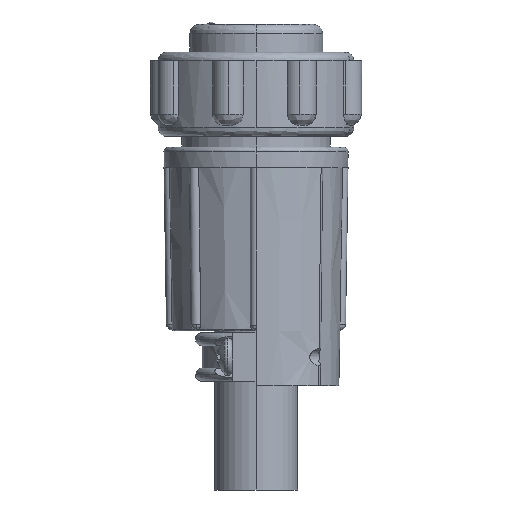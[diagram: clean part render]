
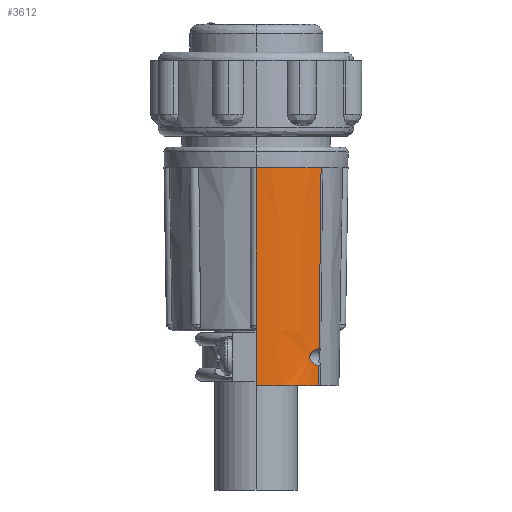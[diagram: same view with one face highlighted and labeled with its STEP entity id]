
A CAD part, left-side view. The second image highlights one B-rep face of the part: STEP entity #3612.
In plain terms, the highlighted conical face has half-angle 0.9 degrees and reference radius 12.529 mm.
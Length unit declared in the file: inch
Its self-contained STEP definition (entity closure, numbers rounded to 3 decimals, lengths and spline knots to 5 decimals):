
#12 = ORIENTED_EDGE ( 'NONE', *, *, #777, .F. ) ;
#26 = VERTEX_POINT ( 'NONE', #1908 ) ;
#58 = EDGE_CURVE ( 'NONE', #1042, #6064, #6980, .T. ) ;
#81 = EDGE_CURVE ( 'NONE', #6064, #26, #3260, .T. ) ;
#296 = CARTESIAN_POINT ( 'NONE',  ( -0.36914, -0.3019, -1.81406 ) ) ;
#297 = ORIENTED_EDGE ( 'NONE', *, *, #81, .T. ) ;
#630 = ORIENTED_EDGE ( 'NONE', *, *, #1796, .T. ) ;
#777 = EDGE_CURVE ( 'NONE', #9438, #3027, #6632, .T. ) ;
#857 = EDGE_CURVE ( 'NONE', #26, #3027, #6964, .T. ) ;
#991 = AXIS2_PLACEMENT_3D ( 'NONE', #5046, #5055, #5014 ) ;
#1042 = VERTEX_POINT ( 'NONE', #3685 ) ;
#1515 = LINE ( 'NONE', #6663, #1644 ) ;
#1543 = EDGE_CURVE ( 'NONE', #9438, #6717, #1515, .T. ) ;
#1644 = VECTOR ( 'NONE', #9089, 39.37008 ) ;
#1734 = CARTESIAN_POINT ( 'NONE',  ( -0.47489, 0., -1.9375 ) ) ;
#1796 = EDGE_CURVE ( 'NONE', #2122, #1042, #3108, .T. ) ;
#1908 = CARTESIAN_POINT ( 'NONE',  ( -0.3488, -0.3488, -0.7675 ) ) ;
#2122 = VERTEX_POINT ( 'NONE', #7837 ) ;
#2136 = ORIENTED_EDGE ( 'NONE', *, *, #2217, .T. ) ;
#2217 = EDGE_CURVE ( 'NONE', #6717, #2122, #6861, .T. ) ;
#2978 = VECTOR ( 'NONE', #4556, 39.37008 ) ;
#3027 = VERTEX_POINT ( 'NONE', #8698 ) ;
#3108 = LINE ( 'NONE', #4272, #2978 ) ;
#3260 = LINE ( 'NONE', #7500, #3287 ) ;
#3271 = CARTESIAN_POINT ( 'NONE',  ( -0.34315, -0.33287, -1.73844 ) ) ;
#3287 = VECTOR ( 'NONE', #7475, 39.37008 ) ;
#3326 = CARTESIAN_POINT ( 'NONE',  ( -0.34812, -0.32763, -1.73964 ) ) ;
#3368 = AXIS2_PLACEMENT_3D ( 'NONE', #5403, #5396, #5387 ) ;
#3612 = ADVANCED_FACE ( 'NONE', ( #4725 ), #4957, .T. ) ;
#3658 = ORIENTED_EDGE ( 'NONE', *, *, #58, .T. ) ;
#3685 = CARTESIAN_POINT ( 'NONE',  ( -0.33701, -0.33701, -1.82896 ) ) ;
#4204 = CARTESIAN_POINT ( 'NONE',  ( -0.34215, -0.33186, -1.82873 ) ) ;
#4272 = CARTESIAN_POINT ( 'NONE',  ( -0.35002, -0.35002, -0.6575 ) ) ;
#4373 = CARTESIAN_POINT ( 'NONE',  ( -0.37286, -0.29738, -1.80953 ) ) ;
#4556 = DIRECTION ( 'NONE',  ( -0.011, -0.011, 1. ) ) ;
#4725 = FACE_OUTER_BOUND ( 'NONE', #6827, .T. ) ;
#4852 = CARTESIAN_POINT ( 'NONE',  ( -0.34707, -0.32674, -1.82766 ) ) ;
#4888 = CARTESIAN_POINT ( 'NONE',  ( -0.33701, -0.33701, -1.82896 ) ) ;
#4957 = CONICAL_SURFACE ( 'NONE', #991, 0.49327, 0.016 ) ;
#4973 = CARTESIAN_POINT ( 'NONE',  ( -0.37713, -0.29214, -1.80098 ) ) ;
#4987 = CARTESIAN_POINT ( 'NONE',  ( -0.37832, -0.29066, -1.79783 ) ) ;
#5003 = CARTESIAN_POINT ( 'NONE',  ( -0.35648, -0.31653, -1.82393 ) ) ;
#5014 = DIRECTION ( 'NONE',  ( 1., 0., 0. ) ) ;
#5016 = CARTESIAN_POINT ( 'NONE',  ( -0.37308, -0.29836, -1.75844 ) ) ;
#5035 = CARTESIAN_POINT ( 'NONE',  ( -0.36964, -0.30273, -1.75386 ) ) ;
#5046 = CARTESIAN_POINT ( 'NONE',  ( 0., 0., -0.7675 ) ) ;
#5055 = DIRECTION ( 'NONE',  ( 0., 0., 1. ) ) ;
#5064 = CARTESIAN_POINT ( 'NONE',  ( -0.36777, -0.30505, -1.75182 ) ) ;
#5099 = CARTESIAN_POINT ( 'NONE',  ( -0.37853, -0.29112, -1.7698 ) ) ;
#5114 = CARTESIAN_POINT ( 'NONE',  ( -0.3774, -0.29267, -1.76669 ) ) ;
#5132 = CARTESIAN_POINT ( 'NONE',  ( -0.37468, -0.29628, -1.76102 ) ) ;
#5144 = CARTESIAN_POINT ( 'NONE',  ( -0.38047, -0.28811, -1.78744 ) ) ;
#5152 = CARTESIAN_POINT ( 'NONE',  ( -0.36178, -0.31231, -1.74632 ) ) ;
#5157 = CARTESIAN_POINT ( 'NONE',  ( -0.38052, -0.28823, -1.7802 ) ) ;
#5168 = CARTESIAN_POINT ( 'NONE',  ( -0.3801, -0.28888, -1.77657 ) ) ;
#5387 = DIRECTION ( 'NONE',  ( 1., 0., 0. ) ) ;
#5396 = DIRECTION ( 'NONE',  ( 0., 0., -1. ) ) ;
#5403 = CARTESIAN_POINT ( 'NONE',  ( 0., 0., -0.7675 ) ) ;
#5841 = CARTESIAN_POINT ( 'NONE',  ( -0.36101, -0.3114, -1.82122 ) ) ;
#6028 = AXIS2_PLACEMENT_3D ( 'NONE', #9407, #8670, #8596 ) ;
#6064 = VERTEX_POINT ( 'NONE', #6567 ) ;
#6483 = CARTESIAN_POINT ( 'NONE',  ( -0.38, -0.28864, -1.79106 ) ) ;
#6567 = CARTESIAN_POINT ( 'NONE',  ( -0.33801, -0.33801, -1.7381 ) ) ;
#6632 = LINE ( 'NONE', #9723, #6643 ) ;
#6643 = VECTOR ( 'NONE', #8244, 39.37008 ) ;
#6663 = CARTESIAN_POINT ( 'NONE',  ( -0.495, 0., -0.6575 ) ) ;
#6717 = VERTEX_POINT ( 'NONE', #1734 ) ;
#6827 = EDGE_LOOP ( 'NONE', ( #2136, #630, #3658, #297, #9382, #12, #7217 ) ) ;
#6861 = CIRCLE ( 'NONE', #6028, 0.47489 ) ;
#6964 = CIRCLE ( 'NONE', #3368, 0.49327 ) ;
#6980 = B_SPLINE_CURVE_WITH_KNOTS ( 'NONE', 3,
 ( #4888, #4204, #4852, #5003, #5841, #296, #4373, #4973, #4987, #6483, #5144, #5157, #5168, #5099, #5114, #5132, #5016, #5035, #5064, #5152, #9583, #3326, #3271, #8712 ),
 .UNSPECIFIED., .F., .F.,
 ( 4, 2, 2, 2, 2, 2, 2, 2, 2, 2, 2, 4 ),
 ( 0., 0.00055, 0.00109, 0.00164, 0.00191, 0.00219, 0.00246, 0.00273, 0.00301, 0.00328, 0.00383, 0.00437 ),
 .UNSPECIFIED. ) ;
#7217 = ORIENTED_EDGE ( 'NONE', *, *, #1543, .T. ) ;
#7475 = DIRECTION ( 'NONE',  ( -0.011, -0.011, 1. ) ) ;
#7500 = CARTESIAN_POINT ( 'NONE',  ( -0.35002, -0.35002, -0.6575 ) ) ;
#7837 = CARTESIAN_POINT ( 'NONE',  ( -0.3358, -0.3358, -1.9375 ) ) ;
#8244 = DIRECTION ( 'NONE',  ( -0.016, 0., 1. ) ) ;
#8596 = DIRECTION ( 'NONE',  ( 1., 0., 0. ) ) ;
#8670 = DIRECTION ( 'NONE',  ( 0., 0., 1. ) ) ;
#8698 = CARTESIAN_POINT ( 'NONE',  ( -0.49327, 0., -0.7675 ) ) ;
#8712 = CARTESIAN_POINT ( 'NONE',  ( -0.33801, -0.33801, -1.7381 ) ) ;
#9089 = DIRECTION ( 'NONE',  ( 0.016, 0., -1. ) ) ;
#9382 = ORIENTED_EDGE ( 'NONE', *, *, #857, .T. ) ;
#9407 = CARTESIAN_POINT ( 'NONE',  ( 0., 0., -1.9375 ) ) ;
#9438 = VERTEX_POINT ( 'NONE', #9795 ) ;
#9583 = CARTESIAN_POINT ( 'NONE',  ( -0.35741, -0.31738, -1.74358 ) ) ;
#9723 = CARTESIAN_POINT ( 'NONE',  ( -0.03, 0., -30.25812 ) ) ;
#9795 = CARTESIAN_POINT ( 'NONE',  ( -0.47999, 0., -1.61297 ) ) ;
